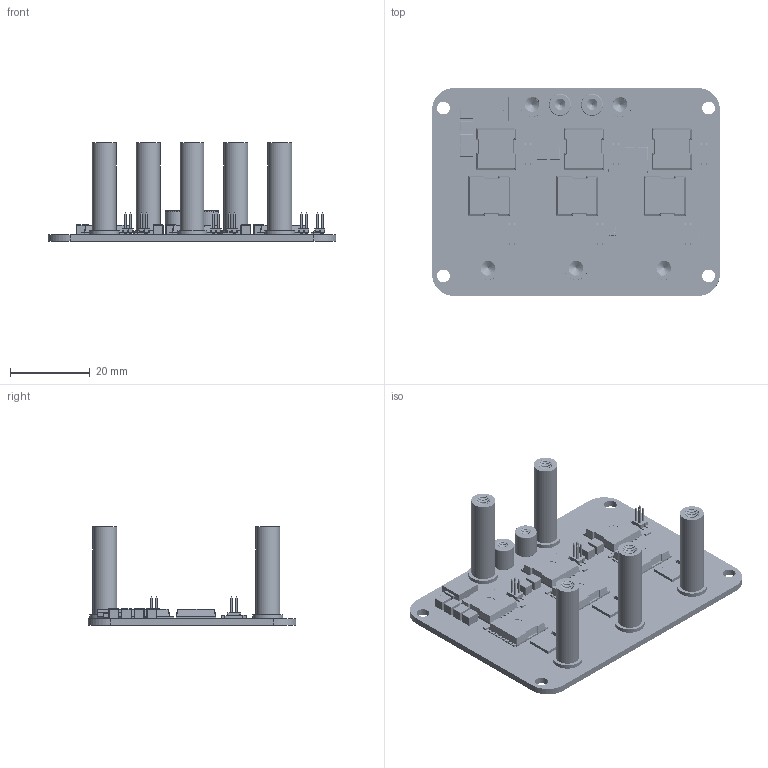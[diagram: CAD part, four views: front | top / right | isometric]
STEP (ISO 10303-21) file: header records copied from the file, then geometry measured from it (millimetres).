
FILE_DESCRIPTION(('Open CASCADE Model'),'2;1');
FILE_NAME('Open CASCADE Shape Model','2025-02-08T23:52:22',('Author'),( 'Open CASCADE'),'Open CASCADE STEP processor 7.5','Open CASCADE 7.5' ,'Unknown');
FILE_SCHEMA(('AUTOMOTIVE_DESIGN { 1 0 10303 214 1 1 1 1 }'));
Length unit declared in the file: millimetre
Products named in the file (76): PCB; Board; Open CASCADE STEP translator 7.5 2.1.1; RT3; RESC1608X50; RT1; R12; R10; C11; CAPC1608X90; C9; J5; RR61-U1-HDR-SMD_4P-P1.27-V-M-R2-C2-LS5.3; J4; TP8; M3x6mm; TP11; J6; J2; D1; 8061783648; C10; Q5; 8061782608; Infineon_STP_PG_HSOF_8_2_P_v01_00_EN007; Infineon_STP_PG_HSOF_8_2_P_v01_00_EN008; Infineon_STP_PG_HSOF_8_2_P_v01_00_EN010_(Mirror_#3)001; Infineon_STP_PG_HSOF_8_2_P_v01_00_EN011_(Mirror_#2)001; Infineon_STP_PG_HSOF_8_2_P_v01_00_EN009_(Mirror_#1)002; Infineon_STP_PG_HSOF_8_2_P_v01_00_EN; Fusion001; Q4; Q3; 8061784448; Q2; Q6; Q1; C7; C3225X7R2A106K250AC; C2 ...
Assembly tree (111 placements, depth 4):
  PCB
    Board
      Open CASCADE STEP translator 7.5 2.1.1
    RT3
      RESC1608X50
    RT1
      RESC1608X50
    R12
      RESC1608X50
    R10
      RESC1608X50
    C11
      CAPC1608X90
    C9
      CAPC1608X90
    J5
      RR61-U1-HDR-SMD_4P-P1.27-V-M-R2-C2-LS5.3
    J4
      RR61-U1-HDR-SMD_4P-P1.27-V-M-R2-C2-LS5.3
    TP8
      M3x6mm
    TP11
      M3x6mm
    J6
      RR61-U1-HDR-SMD_4P-P1.27-V-M-R2-C2-LS5.3
    J2
      RR61-U1-HDR-SMD_4P-P1.27-V-M-R2-C2-LS5.3
    D1
      8061783648
    C10
      CAPC1608X90
    Q5
      8061782608
        Infineon_STP_PG_HSOF_8_2_P_v01_00_EN007
        Infineon_STP_PG_HSOF_8_2_P_v01_00_EN008
        Infineon_STP_PG_HSOF_8_2_P_v01_00_EN010_(Mirror_#3)001
        Infineon_STP_PG_HSOF_8_2_P_v01_00_EN011_(Mirror_#2)001
        Infineon_STP_PG_HSOF_8_2_P_v01_00_EN009_(Mirror_#1)002
        Infineon_STP_PG_HSOF_8_2_P_v01_00_EN
        Fusion001
    Q4
      8061782608
        Infineon_STP_PG_HSOF_8_2_P_v01_00_EN007
        Infineon_STP_PG_HSOF_8_2_P_v01_00_EN008
        Infineon_STP_PG_HSOF_8_2_P_v01_00_EN010_(Mirror_#3)001
        Infineon_STP_PG_HSOF_8_2_P_v01_00_EN011_(Mirror_#2)001
        Infineon_STP_PG_HSOF_8_2_P_v01_00_EN009_(Mirror_#1)002
        Infineon_STP_PG_HSOF_8_2_P_v01_00_EN
        Fusion001
    Q3
      8061784448
        Infineon_STP_PG_HSOF_8_2_P_v01_00_EN007
        Infineon_STP_PG_HSOF_8_2_P_v01_00_EN008
        Infineon_STP_PG_HSOF_8_2_P_v01_00_EN010_(Mirror_#3)001
        Infineon_STP_PG_HSOF_8_2_P_v01_00_EN011_(Mirror_#2)001
        Infineon_STP_PG_HSOF_8_2_P_v01_00_EN009_(Mirror_#1)002
        Infineon_STP_PG_HSOF_8_2_P_v01_00_EN
        Fusion001
    Q2
      8061784448
Bounding box: 72 x 52 x 24.64 mm (x, y, z)
Volume: 10206.4 mm3; surface area: 17852.8 mm2
Topology: 177 solids, 177 shells, 4496 faces, 11263 edges, 7024 vertices
Faces by surface type: plane 2893, cylinder 1296, sphere 184, bspline 110, cone 7, torus 6
Full cylindrical faces by diameter (mm): 1.2 x5, 2.529 x6, 3.086 x2, 3.2 x4, 3.529 x100, 4 x4, 4.086 x55, 5.5 x2, 6 x5, 7.5 x5
Entity records: 44001 total; most frequent: CARTESIAN_POINT 12400, ORIENTED_EDGE 5160, DIRECTION 4759, EDGE_CURVE 2580, LINE 2015, VECTOR 2015, VERTEX_POINT 1674, AXIS2_PLACEMENT_3D 1372
